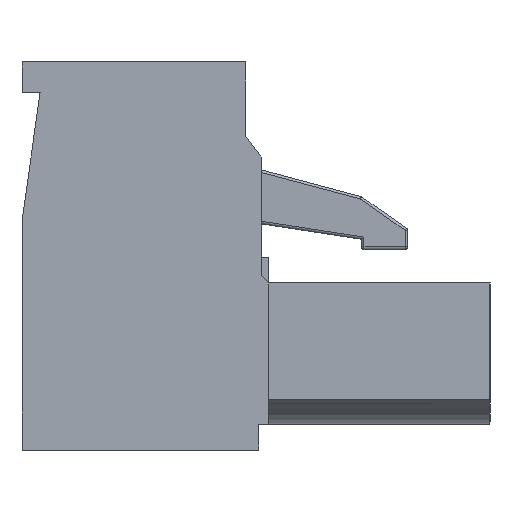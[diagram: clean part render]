
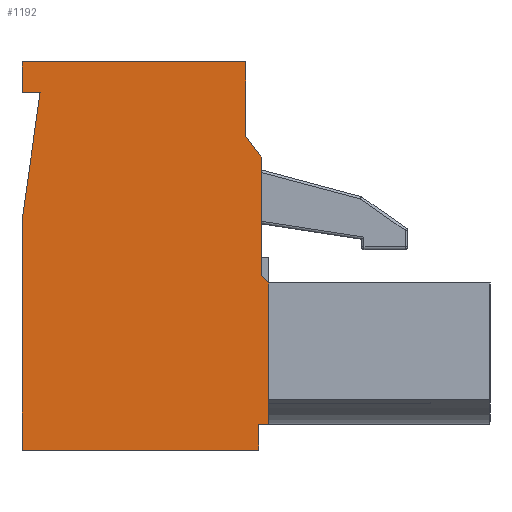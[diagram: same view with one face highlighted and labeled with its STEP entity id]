
A CAD part, left-side view. The second image highlights one B-rep face of the part: STEP entity #1192.
In plain terms, the highlighted planar face has unit normal (-1, 0, 0).
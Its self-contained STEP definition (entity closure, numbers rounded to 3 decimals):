
#1192 = ADVANCED_FACE( '', ( #2900 ), #2901, .F. );
#2900 = FACE_OUTER_BOUND( '', #5323, .T. );
#2901 = PLANE( '', #5324 );
#5323 = EDGE_LOOP( '', ( #8201, #8202, #8203, #8204, #8205, #8206, #8207, #8208, #8209, #8210, #8211, #8212, #8213 ) );
#5324 = AXIS2_PLACEMENT_3D( '', #8214, #8215, #8216 );
#8201 = ORIENTED_EDGE( '', *, *, #15004, .F. );
#8202 = ORIENTED_EDGE( '', *, *, #15005, .F. );
#8203 = ORIENTED_EDGE( '', *, *, #15006, .F. );
#8204 = ORIENTED_EDGE( '', *, *, #15007, .F. );
#8205 = ORIENTED_EDGE( '', *, *, #15008, .F. );
#8206 = ORIENTED_EDGE( '', *, *, #15009, .F. );
#8207 = ORIENTED_EDGE( '', *, *, #15010, .F. );
#8208 = ORIENTED_EDGE( '', *, *, #15011, .F. );
#8209 = ORIENTED_EDGE( '', *, *, #14614, .F. );
#8210 = ORIENTED_EDGE( '', *, *, #15012, .F. );
#8211 = ORIENTED_EDGE( '', *, *, #15013, .F. );
#8212 = ORIENTED_EDGE( '', *, *, #15014, .F. );
#8213 = ORIENTED_EDGE( '', *, *, #15015, .F. );
#8214 = CARTESIAN_POINT( '', ( -17.55, 0., 0. ) );
#8215 = DIRECTION( '', ( 1., 0., 0. ) );
#8216 = DIRECTION( '', ( 0., 0., -1. ) );
#14614 = EDGE_CURVE( '', #17437, #17440, #17441, .T. );
#15004 = EDGE_CURVE( '', #18137, #18138, #18139, .T. );
#15005 = EDGE_CURVE( '', #18140, #18137, #18141, .T. );
#15006 = EDGE_CURVE( '', #18142, #18140, #18143, .T. );
#15007 = EDGE_CURVE( '', #18144, #18142, #18145, .T. );
#15008 = EDGE_CURVE( '', #18146, #18144, #18147, .T. );
#15009 = EDGE_CURVE( '', #18148, #18146, #18149, .T. );
#15010 = EDGE_CURVE( '', #18150, #18148, #18151, .T. );
#15011 = EDGE_CURVE( '', #17440, #18150, #18152, .T. );
#15012 = EDGE_CURVE( '', #18153, #17437, #18154, .T. );
#15013 = EDGE_CURVE( '', #18155, #18153, #18156, .T. );
#15014 = EDGE_CURVE( '', #18157, #18155, #18158, .T. );
#15015 = EDGE_CURVE( '', #18138, #18157, #18159, .T. );
#17437 = VERTEX_POINT( '', #21584 );
#17440 = VERTEX_POINT( '', #21588 );
#17441 = LINE( '', #21589, #21590 );
#18137 = VERTEX_POINT( '', #22555 );
#18138 = VERTEX_POINT( '', #22556 );
#18139 = LINE( '', #22557, #22558 );
#18140 = VERTEX_POINT( '', #22559 );
#18141 = LINE( '', #22560, #22561 );
#18142 = VERTEX_POINT( '', #22562 );
#18143 = LINE( '', #22563, #22564 );
#18144 = VERTEX_POINT( '', #22565 );
#18145 = LINE( '', #22566, #22567 );
#18146 = VERTEX_POINT( '', #22568 );
#18147 = LINE( '', #22569, #22570 );
#18148 = VERTEX_POINT( '', #22571 );
#18149 = LINE( '', #22572, #22573 );
#18150 = VERTEX_POINT( '', #22574 );
#18151 = LINE( '', #22575, #22576 );
#18152 = LINE( '', #22577, #22578 );
#18153 = VERTEX_POINT( '', #22579 );
#18154 = LINE( '', #22580, #22581 );
#18155 = VERTEX_POINT( '', #22582 );
#18156 = LINE( '', #22583, #22584 );
#18157 = VERTEX_POINT( '', #22585 );
#18158 = LINE( '', #22586, #22587 );
#18159 = LINE( '', #22588, #22589 );
#21584 = CARTESIAN_POINT( '', ( -17.55, -0.3, -2.25 ) );
#21588 = CARTESIAN_POINT( '', ( -17.55, 0.1, -2.25 ) );
#21589 = CARTESIAN_POINT( '', ( -17.55, -0.3, -2.25 ) );
#21590 = VECTOR( '', #27345, 1000. );
#22555 = CARTESIAN_POINT( '', ( -17.55, 0.6, 11.85 ) );
#22556 = CARTESIAN_POINT( '', ( -17.55, 0.6, 8.95 ) );
#22557 = CARTESIAN_POINT( '', ( -17.55, 0.6, 11.85 ) );
#22558 = VECTOR( '', #27786, 1000. );
#22559 = CARTESIAN_POINT( '', ( -17.55, 9.3, 11.85 ) );
#22560 = CARTESIAN_POINT( '', ( -17.55, 9.3, 11.85 ) );
#22561 = VECTOR( '', #27787, 1000. );
#22562 = CARTESIAN_POINT( '', ( -17.55, 9.3, 10.65 ) );
#22563 = CARTESIAN_POINT( '', ( -17.55, 9.3, 10.65 ) );
#22564 = VECTOR( '', #27788, 1000. );
#22565 = CARTESIAN_POINT( '', ( -17.55, 8.597, 10.65 ) );
#22566 = CARTESIAN_POINT( '', ( -17.55, 8.597, 10.65 ) );
#22567 = VECTOR( '', #27789, 1000. );
#22568 = CARTESIAN_POINT( '', ( -17.55, 9.3, 5.65 ) );
#22569 = CARTESIAN_POINT( '', ( -17.55, 9.3, 5.65 ) );
#22570 = VECTOR( '', #27790, 1000. );
#22571 = CARTESIAN_POINT( '', ( -17.55, 9.3, -3.25 ) );
#22572 = CARTESIAN_POINT( '', ( -17.55, 9.3, -3.25 ) );
#22573 = VECTOR( '', #27791, 1000. );
#22574 = CARTESIAN_POINT( '', ( -17.55, 0.1, -3.25 ) );
#22575 = CARTESIAN_POINT( '', ( -17.55, 0.1, -3.25 ) );
#22576 = VECTOR( '', #27792, 1000. );
#22577 = CARTESIAN_POINT( '', ( -17.55, 0.1, -2.25 ) );
#22578 = VECTOR( '', #27793, 1000. );
#22579 = CARTESIAN_POINT( '', ( -17.55, -0.3, 3.25 ) );
#22580 = CARTESIAN_POINT( '', ( -17.55, -0.3, 3.25 ) );
#22581 = VECTOR( '', #27794, 1000. );
#22582 = CARTESIAN_POINT( '', ( -17.55, 0., 3.55 ) );
#22583 = CARTESIAN_POINT( '', ( -17.55, 0., 3.55 ) );
#22584 = VECTOR( '', #27795, 1000. );
#22585 = CARTESIAN_POINT( '', ( -17.55, 0., 8.15 ) );
#22586 = CARTESIAN_POINT( '', ( -17.55, 0., 8.15 ) );
#22587 = VECTOR( '', #27796, 1000. );
#22588 = CARTESIAN_POINT( '', ( -17.55, 0.6, 8.95 ) );
#22589 = VECTOR( '', #27797, 1000. );
#27345 = DIRECTION( '', ( 0., 1., 0. ) );
#27786 = DIRECTION( '', ( 0., 0., -1. ) );
#27787 = DIRECTION( '', ( 0., -1., 0. ) );
#27788 = DIRECTION( '', ( 0., 0., 1. ) );
#27789 = DIRECTION( '', ( 0., 1., 0. ) );
#27790 = DIRECTION( '', ( 0., -0.139, 0.99 ) );
#27791 = DIRECTION( '', ( 0., 0., 1. ) );
#27792 = DIRECTION( '', ( 0., 1., 0. ) );
#27793 = DIRECTION( '', ( 0., 0., -1. ) );
#27794 = DIRECTION( '', ( 0., 0., -1. ) );
#27795 = DIRECTION( '', ( 0., -0.707, -0.707 ) );
#27796 = DIRECTION( '', ( 0., 0., -1. ) );
#27797 = DIRECTION( '', ( 0., -0.6, -0.8 ) );
